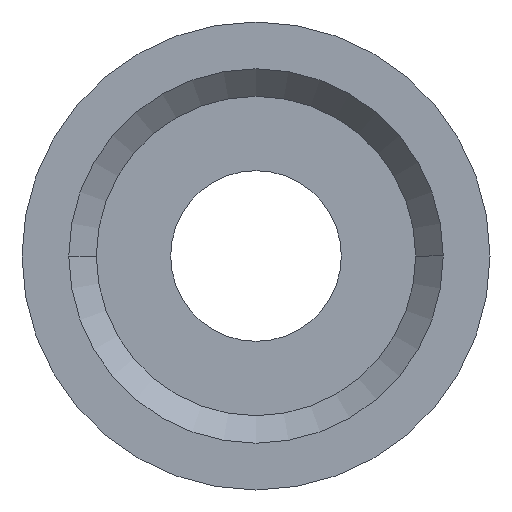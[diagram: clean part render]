
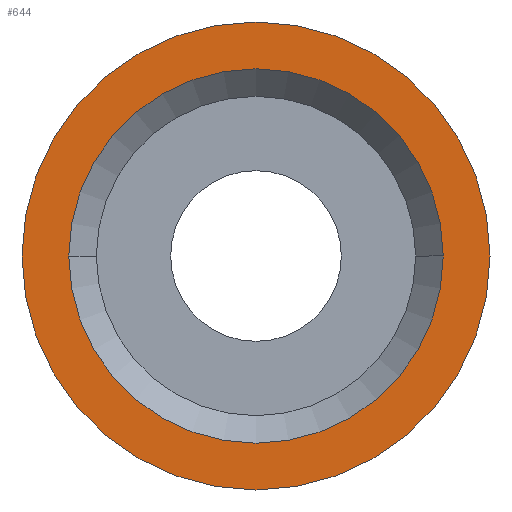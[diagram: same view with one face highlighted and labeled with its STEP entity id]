
A CAD part, front view. The second image highlights one B-rep face of the part: STEP entity #644.
In plain terms, the highlighted planar face has unit normal (0, -1, 0).
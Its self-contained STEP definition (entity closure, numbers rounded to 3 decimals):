
#51=CARTESIAN_POINT('',(8.5,0.0,0.0));
#52=VERTEX_POINT('',#51);
#68=CARTESIAN_POINT('',(-8.5,0.0,0.));
#69=VERTEX_POINT('',#68);
#76=CARTESIAN_POINT('',(0.0,0.0,0.0));
#77=DIRECTION('',(0.0,-1.0,0.0));
#78=DIRECTION('',(1.0,0.0,0.0));
#79=AXIS2_PLACEMENT_3D('',#76,#77,#78);
#80=CIRCLE('',#79,8.5);
#81=EDGE_CURVE('',#52,#69,#80,.T.);
#574=CARTESIAN_POINT('',(-6.8,0.0,0.));
#575=VERTEX_POINT('',#574);
#582=CARTESIAN_POINT('',(6.8,0.0,0.));
#583=VERTEX_POINT('',#582);
#584=CARTESIAN_POINT('',(0.0,0.0,0.0));
#585=DIRECTION('',(0.0,-1.0,0.0));
#586=DIRECTION('',(-1.0,0.0,0.0));
#587=AXIS2_PLACEMENT_3D('',#584,#585,#586);
#588=CIRCLE('',#587,6.8);
#589=EDGE_CURVE('',#575,#583,#588,.T.);
#615=CARTESIAN_POINT('',(0.0,0.0,0.0));
#616=DIRECTION('',(0.0,-1.0,0.0));
#617=DIRECTION('',(-1.0,0.0,0.0));
#618=AXIS2_PLACEMENT_3D('',#615,#616,#617);
#619=CIRCLE('',#618,6.8);
#620=EDGE_CURVE('',#583,#575,#619,.T.);
#625=CARTESIAN_POINT('',(7.15,0.0,0.0));
#626=DIRECTION('',(0.0,-1.0,0.0));
#627=DIRECTION('',(0.0,0.0,-1.0));
#628=AXIS2_PLACEMENT_3D('',#625,#626,#627);
#629=PLANE('',#628);
#630=ORIENTED_EDGE('',*,*,#81,.T.);
#631=CARTESIAN_POINT('',(0.0,0.0,0.0));
#632=DIRECTION('',(0.0,-1.0,0.0));
#633=DIRECTION('',(1.0,0.0,0.0));
#634=AXIS2_PLACEMENT_3D('',#631,#632,#633);
#635=CIRCLE('',#634,8.5);
#636=EDGE_CURVE('',#69,#52,#635,.T.);
#637=ORIENTED_EDGE('',*,*,#636,.T.);
#638=EDGE_LOOP('',(#630,#637));
#639=FACE_OUTER_BOUND('',#638,.T.);
#640=ORIENTED_EDGE('',*,*,#620,.F.);
#641=ORIENTED_EDGE('',*,*,#589,.F.);
#642=EDGE_LOOP('',(#640,#641));
#643=FACE_BOUND('',#642,.T.);
#644=ADVANCED_FACE('',(#639,#643),#629,.T.);
